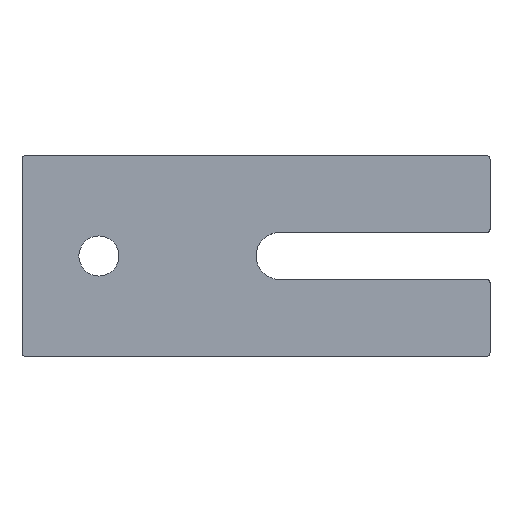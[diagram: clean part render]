
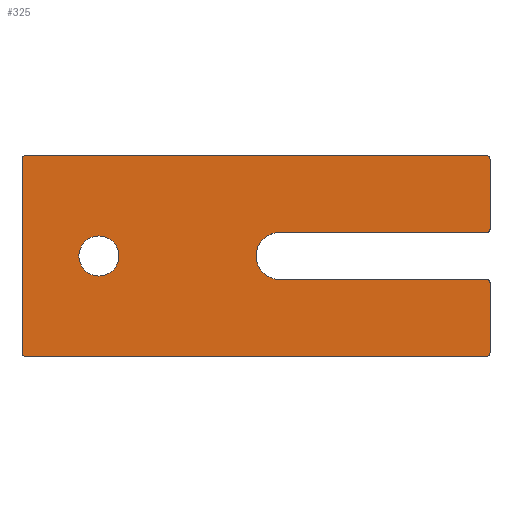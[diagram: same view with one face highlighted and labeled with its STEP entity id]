
A CAD part, top view. The second image highlights one B-rep face of the part: STEP entity #325.
In plain terms, the highlighted planar face has unit normal (0, 0, 1).
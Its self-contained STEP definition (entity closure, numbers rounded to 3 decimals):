
#16=FACE_BOUND('',#61,.T.);
#25=PLANE('',#381);
#42=FACE_OUTER_BOUND('',#60,.T.);
#60=EDGE_LOOP('',(#286,#287,#288,#289,#290,#291,#292,#293,#294,#295,#296,
#297,#298,#299));
#61=EDGE_LOOP('',(#300));
#65=LINE('',#497,#94);
#69=LINE('',#509,#98);
#73=LINE('',#521,#102);
#77=LINE('',#533,#106);
#81=LINE('',#545,#110);
#85=LINE('',#557,#114);
#89=LINE('',#568,#118);
#94=VECTOR('',#401,10.5);
#98=VECTOR('',#413,31.);
#102=VECTOR('',#425,31.);
#106=VECTOR('',#437,10.5);
#110=VECTOR('',#449,69.);
#114=VECTOR('',#461,29.);
#118=VECTOR('',#473,69.);
#121=CIRCLE('',#351,3.);
#122=CIRCLE('',#353,0.5);
#124=CIRCLE('',#357,0.5);
#126=CIRCLE('',#361,3.5);
#128=CIRCLE('',#365,0.5);
#130=CIRCLE('',#369,0.5);
#132=CIRCLE('',#373,0.5);
#134=CIRCLE('',#377,0.5);
#137=VERTEX_POINT('',#483);
#138=VERTEX_POINT('',#487);
#139=VERTEX_POINT('',#488);
#142=VERTEX_POINT('',#496);
#144=VERTEX_POINT('',#502);
#146=VERTEX_POINT('',#508);
#148=VERTEX_POINT('',#514);
#150=VERTEX_POINT('',#520);
#152=VERTEX_POINT('',#526);
#154=VERTEX_POINT('',#532);
#156=VERTEX_POINT('',#538);
#158=VERTEX_POINT('',#544);
#160=VERTEX_POINT('',#550);
#162=VERTEX_POINT('',#556);
#164=VERTEX_POINT('',#562);
#168=EDGE_CURVE('',#137,#137,#121,.T.);
#169=EDGE_CURVE('',#138,#139,#122,.T.);
#173=EDGE_CURVE('',#139,#142,#65,.T.);
#176=EDGE_CURVE('',#142,#144,#124,.T.);
#179=EDGE_CURVE('',#144,#146,#69,.T.);
#182=EDGE_CURVE('',#146,#148,#126,.T.);
#185=EDGE_CURVE('',#148,#150,#73,.T.);
#188=EDGE_CURVE('',#150,#152,#128,.T.);
#191=EDGE_CURVE('',#152,#154,#77,.T.);
#194=EDGE_CURVE('',#154,#156,#130,.T.);
#197=EDGE_CURVE('',#156,#158,#81,.T.);
#200=EDGE_CURVE('',#158,#160,#132,.T.);
#203=EDGE_CURVE('',#160,#162,#85,.T.);
#206=EDGE_CURVE('',#162,#164,#134,.T.);
#209=EDGE_CURVE('',#164,#138,#89,.T.);
#286=ORIENTED_EDGE('',*,*,#169,.T.);
#287=ORIENTED_EDGE('',*,*,#173,.T.);
#288=ORIENTED_EDGE('',*,*,#176,.T.);
#289=ORIENTED_EDGE('',*,*,#179,.T.);
#290=ORIENTED_EDGE('',*,*,#182,.T.);
#291=ORIENTED_EDGE('',*,*,#185,.T.);
#292=ORIENTED_EDGE('',*,*,#188,.T.);
#293=ORIENTED_EDGE('',*,*,#191,.T.);
#294=ORIENTED_EDGE('',*,*,#194,.T.);
#295=ORIENTED_EDGE('',*,*,#197,.T.);
#296=ORIENTED_EDGE('',*,*,#200,.T.);
#297=ORIENTED_EDGE('',*,*,#203,.T.);
#298=ORIENTED_EDGE('',*,*,#206,.T.);
#299=ORIENTED_EDGE('',*,*,#209,.T.);
#300=ORIENTED_EDGE('',*,*,#168,.F.);
#325=ADVANCED_FACE('',(#42,#16),#25,.T.);
#351=AXIS2_PLACEMENT_3D('',#485,#389,#390);
#353=AXIS2_PLACEMENT_3D('',#489,#393,#394);
#357=AXIS2_PLACEMENT_3D('',#503,#406,#407);
#361=AXIS2_PLACEMENT_3D('',#515,#418,#419);
#365=AXIS2_PLACEMENT_3D('',#527,#430,#431);
#369=AXIS2_PLACEMENT_3D('',#539,#442,#443);
#373=AXIS2_PLACEMENT_3D('',#551,#454,#455);
#377=AXIS2_PLACEMENT_3D('',#563,#466,#467);
#381=AXIS2_PLACEMENT_3D('',#571,#477,#478);
#389=DIRECTION('center_axis',(0.,0.,1.));
#390=DIRECTION('ref_axis',(0.,1.,0.));
#393=DIRECTION('center_axis',(0.,0.,1.));
#394=DIRECTION('ref_axis',(-1.,0.,0.));
#401=DIRECTION('',(0.,1.,0.));
#406=DIRECTION('center_axis',(0.,0.,1.));
#407=DIRECTION('ref_axis',(-1.,0.,0.));
#413=DIRECTION('',(-1.,0.,0.));
#418=DIRECTION('center_axis',(0.,0.,-1.));
#419=DIRECTION('ref_axis',(1.,0.,0.));
#425=DIRECTION('',(1.,0.,0.));
#430=DIRECTION('center_axis',(0.,0.,1.));
#431=DIRECTION('ref_axis',(-1.,0.,0.));
#437=DIRECTION('',(0.,1.,0.));
#442=DIRECTION('center_axis',(0.,0.,1.));
#443=DIRECTION('ref_axis',(1.,0.,0.));
#449=DIRECTION('',(-1.,0.,0.));
#454=DIRECTION('center_axis',(0.,0.,1.));
#455=DIRECTION('ref_axis',(1.,0.,0.));
#461=DIRECTION('',(0.,-1.,0.));
#466=DIRECTION('center_axis',(0.,0.,1.));
#467=DIRECTION('ref_axis',(1.,0.,0.));
#473=DIRECTION('',(1.,0.,0.));
#477=DIRECTION('center_axis',(0.,0.,1.));
#478=DIRECTION('ref_axis',(1.,0.,0.));
#483=CARTESIAN_POINT('',(0.,-3.,0.));
#485=CARTESIAN_POINT('Origin',(0.,0.,0.));
#487=CARTESIAN_POINT('',(58.,-15.,0.));
#488=CARTESIAN_POINT('',(58.5,-14.5,0.));
#489=CARTESIAN_POINT('Origin',(58.,-14.5,0.));
#496=CARTESIAN_POINT('',(58.5,-4.,0.));
#497=CARTESIAN_POINT('',(58.5,-14.5,0.));
#502=CARTESIAN_POINT('',(58.,-3.5,0.));
#503=CARTESIAN_POINT('Origin',(58.,-4.,0.));
#508=CARTESIAN_POINT('',(27.,-3.5,0.));
#509=CARTESIAN_POINT('',(58.,-3.5,0.));
#514=CARTESIAN_POINT('',(27.,3.5,0.));
#515=CARTESIAN_POINT('Origin',(27.,0.,0.));
#520=CARTESIAN_POINT('',(58.,3.5,0.));
#521=CARTESIAN_POINT('',(27.,3.5,0.));
#526=CARTESIAN_POINT('',(58.5,4.,0.));
#527=CARTESIAN_POINT('Origin',(58.,4.,0.));
#532=CARTESIAN_POINT('',(58.5,14.5,0.));
#533=CARTESIAN_POINT('',(58.5,4.,0.));
#538=CARTESIAN_POINT('',(58.,15.,0.));
#539=CARTESIAN_POINT('Origin',(58.,14.5,0.));
#544=CARTESIAN_POINT('',(-11.,15.,0.));
#545=CARTESIAN_POINT('',(58.,15.,0.));
#550=CARTESIAN_POINT('',(-11.5,14.5,0.));
#551=CARTESIAN_POINT('Origin',(-11.,14.5,0.));
#556=CARTESIAN_POINT('',(-11.5,-14.5,0.));
#557=CARTESIAN_POINT('',(-11.5,14.5,0.));
#562=CARTESIAN_POINT('',(-11.,-15.,0.));
#563=CARTESIAN_POINT('Origin',(-11.,-14.5,0.));
#568=CARTESIAN_POINT('',(-11.,-15.,0.));
#571=CARTESIAN_POINT('Origin',(-15.,-16.5,0.));
